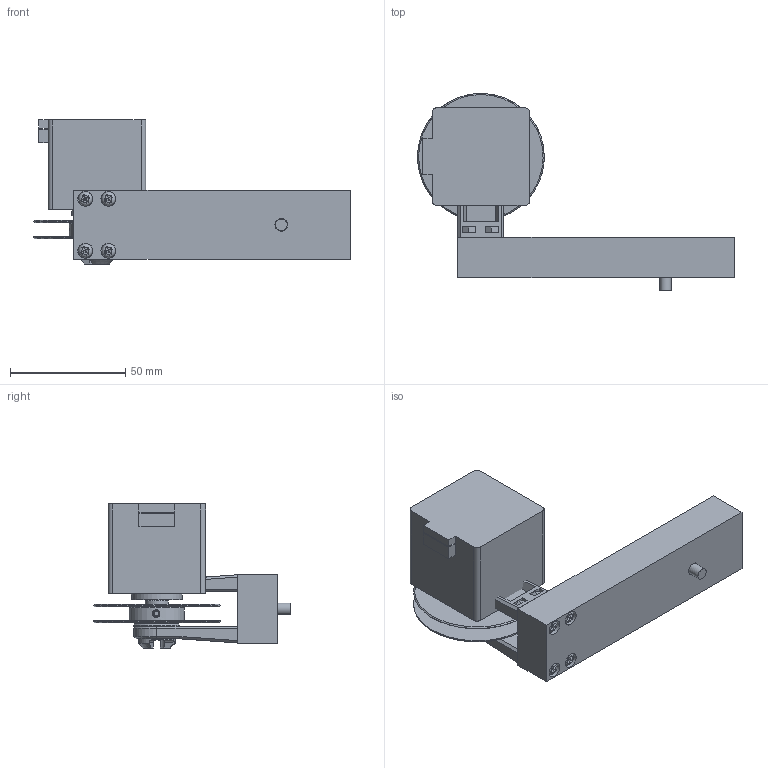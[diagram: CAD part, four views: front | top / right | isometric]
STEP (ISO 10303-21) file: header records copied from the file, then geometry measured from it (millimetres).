
FILE_DESCRIPTION(/* description */ ('Alibre Inc.'),/* implementation_level */ '2;1');
FILE_NAME(/* name */ 'export0',/* time_stamp */ '2015-07-11T14:27:00+12:00',/* author */ (''),/* organization */ (''),/* preprocessor_version */ 'ST-DEVELOPER v14',/* originating_system */ 'Alibre',/* authorisation */ '');
FILE_SCHEMA (('CONFIG_CONTROL_DESIGN'));
Length unit declared in the file: centimetre
Products named in the file (15): ID_1; ID_2; ID_3; ID_4; ID_5; ID_6; ID_7; ID_8; EM-ST17
Bounding box: 137.49 x 85.5 x 62.5 mm (x, y, z)
Volume: 113559.4 mm3; surface area: 49533.3 mm2
Topology: 30 solids, 30 shells, 638 faces, 1502 edges, 964 vertices
Faces by surface type: plane 456, cylinder 109, cone 41, torus 15, bspline 11, sphere 6
Full cylindrical faces by diameter (mm): 1.6 x1, 2.459 x4, 3 x20, 3.35 x2, 3.5 x19, 5 x3, 5.2 x2, 5.3 x1, 5.5 x1, 6 x5, 6.5 x4, 10 x2, 16 x2, 17 x2, 20 x2, 22 x1, 24 x1
Entity records: 14369 total; most frequent: CARTESIAN_POINT 4625, ORIENTED_EDGE 1498, DIRECTION 1442, EDGE_CURVE 749, AXIS2_PLACEMENT_3D 594, VERTEX_POINT 520, EDGE_LOOP 505, FACE_BOUND 505
